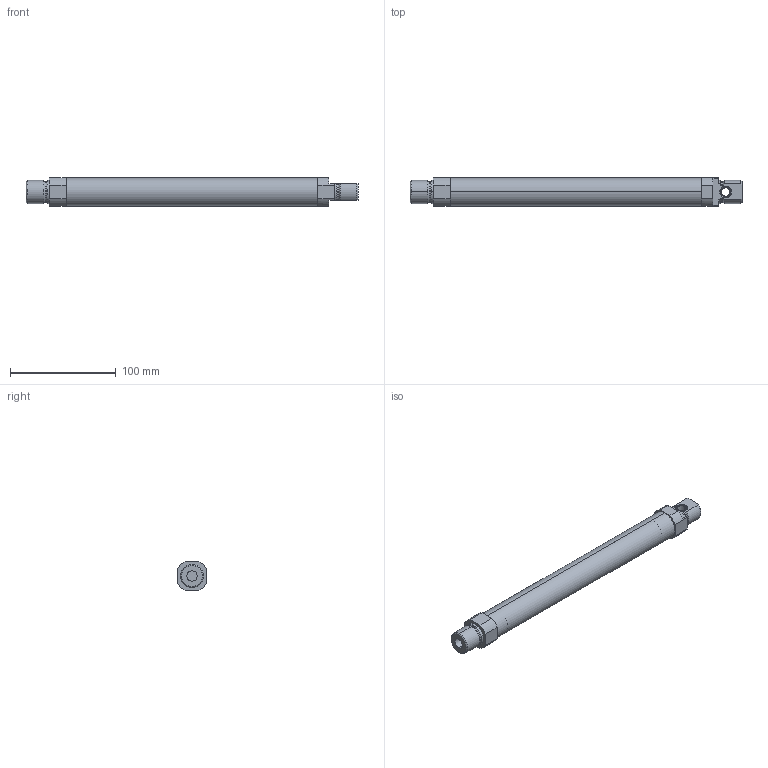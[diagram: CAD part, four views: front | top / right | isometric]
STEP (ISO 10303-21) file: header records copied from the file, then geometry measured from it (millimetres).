
FILE_DESCRIPTION (( 'STEP AP203' ), '1' );
FILE_NAME ('559289 DSNU-25-200-PPS---(A----0-ZR)_Default_sldprt.STEP', '2024-06-10T11:30:14', ( '' ), ( '' ), 'SwSTEP 2.0', 'SolidWorks 2020', '' );
FILE_SCHEMA (( 'CONFIG_CONTROL_DESIGN' ));
Length unit declared in the file: millimetre
Products named in the file (1): 559289 DSNU-25-200-PPS---(A----0-ZR)_Default_sldprt
Bounding box: 313.5 x 27 x 27 mm (x, y, z)
Volume: 58130.8 mm3; surface area: 46698.7 mm2
Topology: 1 solids, 1 shells, 88 faces, 214 edges, 135 vertices
Faces by surface type: cylinder 32, plane 26, cone 22, torus 8
Entity records: 2776 total; most frequent: CARTESIAN_POINT 581, DIRECTION 470, ORIENTED_EDGE 424, EDGE_CURVE 212, AXIS2_PLACEMENT_3D 187, VERTEX_POINT 135, EDGE_LOOP 101, CIRCLE 98
